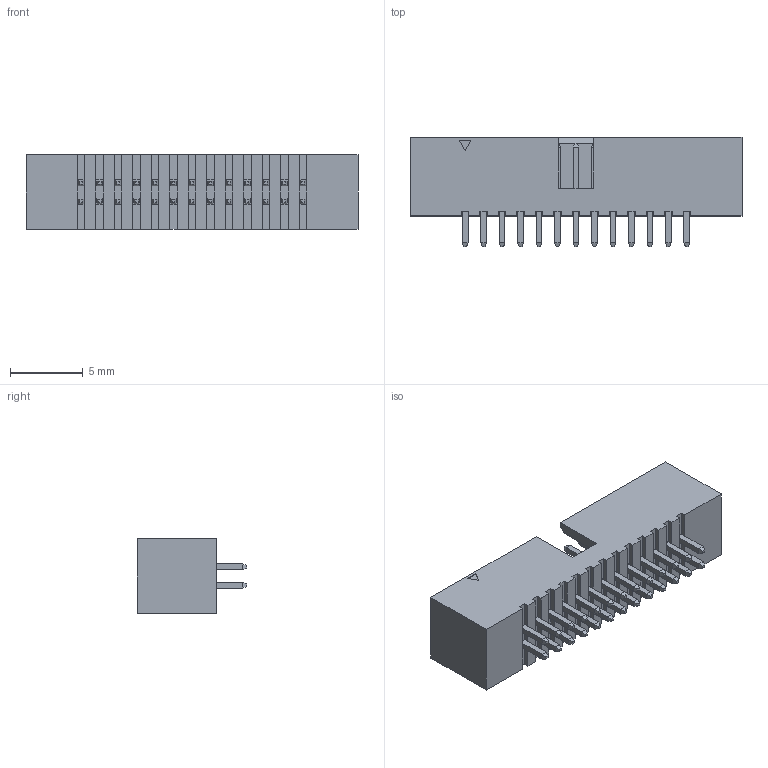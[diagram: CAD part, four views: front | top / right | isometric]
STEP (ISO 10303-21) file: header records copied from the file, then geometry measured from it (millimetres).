
FILE_DESCRIPTION (( 'STEP AP214' ), '1' );
FILE_NAME ('3220-26-0100-00.STEP', '2024-06-23T18:39:58', ( '' ), ( '' ), 'SwSTEP 2.0', 'SolidWorks 2021', '' );
FILE_SCHEMA (( 'AUTOMOTIVE_DESIGN' ));
Length unit declared in the file: millimetre
Products named in the file (3): 3220-xx-0100-00 body_26; 3220-26-0100-00; Pin^3220-xx-0100-00
Assembly tree (27 placements, depth 2):
  3220-26-0100-00
    3220-xx-0100-00 body_26
    Pin^3220-xx-0100-00  x26
Bounding box: 22.81 x 7.5 x 5.1 mm (x, y, z)
Volume: 353.2 mm3; surface area: 1074.3 mm2
Topology: 27 solids, 27 shells, 543 faces, 1252 edges, 764 vertices
Faces by surface type: plane 543
Entity records: 6564 total; most frequent: CARTESIAN_POINT 1139, ORIENTED_EDGE 1104, DIRECTION 998, LINE 552, VECTOR 552, EDGE_CURVE 552, VERTEX_POINT 364, EDGE_LOOP 246
